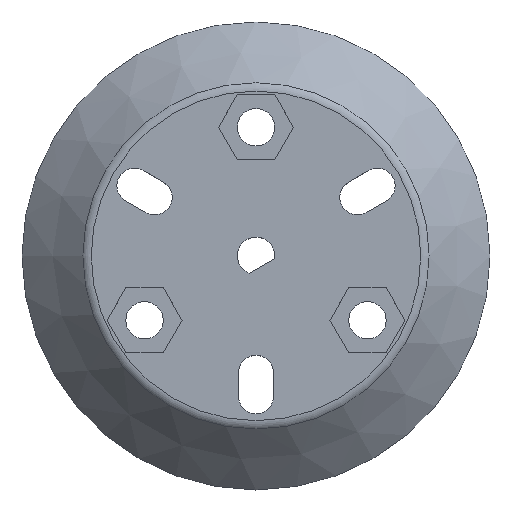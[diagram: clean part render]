
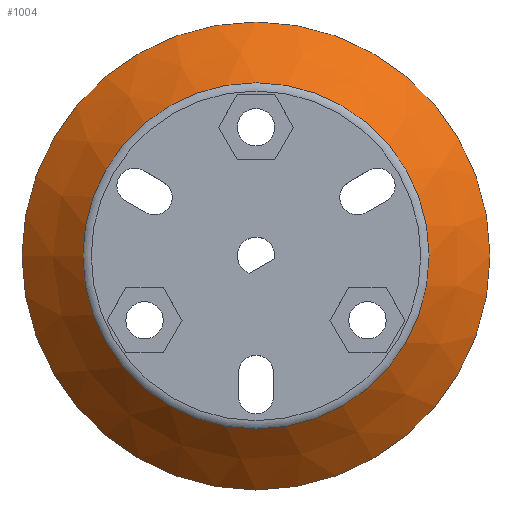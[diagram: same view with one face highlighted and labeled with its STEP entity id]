
A CAD part, top view. The second image highlights one B-rep face of the part: STEP entity #1004.
In plain terms, the highlighted conical face has half-angle 45 degrees and reference radius 17.25 mm.
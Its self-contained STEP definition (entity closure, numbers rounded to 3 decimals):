
#19=CONICAL_SURFACE('',#1105,17.25,0.785);
#113=FACE_OUTER_BOUND('',#184,.T.);
#184=EDGE_LOOP('',(#828,#829,#830,#831,#832));
#289=LINE('',#1643,#392);
#392=VECTOR('',#1336,17.25);
#448=CIRCLE('',#1101,14.793);
#451=CIRCLE('',#1104,14.793);
#452=CIRCLE('',#1106,20.);
#534=VERTEX_POINT('',#1634);
#535=VERTEX_POINT('',#1635);
#537=VERTEX_POINT('',#1642);
#646=EDGE_CURVE('',#534,#535,#448,.T.);
#649=EDGE_CURVE('',#535,#534,#451,.T.);
#650=EDGE_CURVE('',#534,#537,#289,.T.);
#651=EDGE_CURVE('',#537,#537,#452,.T.);
#828=ORIENTED_EDGE('',*,*,#646,.F.);
#829=ORIENTED_EDGE('',*,*,#650,.T.);
#830=ORIENTED_EDGE('',*,*,#651,.T.);
#831=ORIENTED_EDGE('',*,*,#650,.F.);
#832=ORIENTED_EDGE('',*,*,#649,.F.);
#1004=ADVANCED_FACE('',(#113),#19,.T.);
#1101=AXIS2_PLACEMENT_3D('',#1636,#1326,#1327);
#1104=AXIS2_PLACEMENT_3D('',#1640,#1332,#1333);
#1105=AXIS2_PLACEMENT_3D('',#1641,#1334,#1335);
#1106=AXIS2_PLACEMENT_3D('',#1644,#1337,#1338);
#1326=DIRECTION('center_axis',(0.,0.,1.));
#1327=DIRECTION('ref_axis',(1.,0.,0.));
#1332=DIRECTION('center_axis',(0.,0.,1.));
#1333=DIRECTION('ref_axis',(1.,0.,0.));
#1334=DIRECTION('center_axis',(0.,0.,-1.));
#1335=DIRECTION('ref_axis',(1.,0.,0.));
#1336=DIRECTION('',(-0.707,0.,-0.707));
#1337=DIRECTION('center_axis',(0.,0.,1.));
#1338=DIRECTION('ref_axis',(1.,0.,0.));
#1634=CARTESIAN_POINT('',(-14.793,0.,-0.293));
#1635=CARTESIAN_POINT('',(14.793,0.,-0.293));
#1636=CARTESIAN_POINT('Origin',(0.,0.,-0.293));
#1640=CARTESIAN_POINT('Origin',(0.,0.,-0.293));
#1641=CARTESIAN_POINT('Origin',(0.,0.,-2.75));
#1642=CARTESIAN_POINT('',(-20.,0.,-5.5));
#1643=CARTESIAN_POINT('',(-17.25,0.,-2.75));
#1644=CARTESIAN_POINT('Origin',(0.,0.,-5.5));
